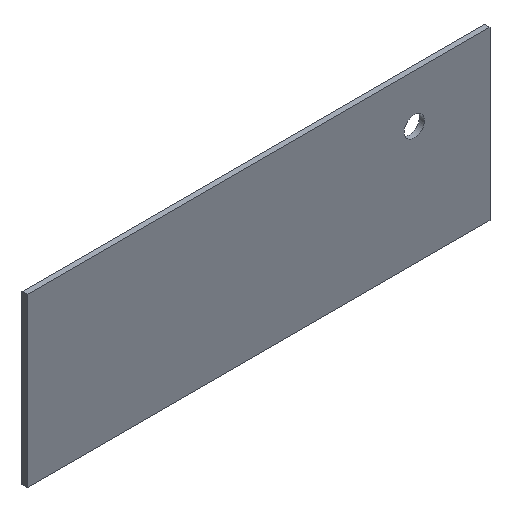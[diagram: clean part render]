
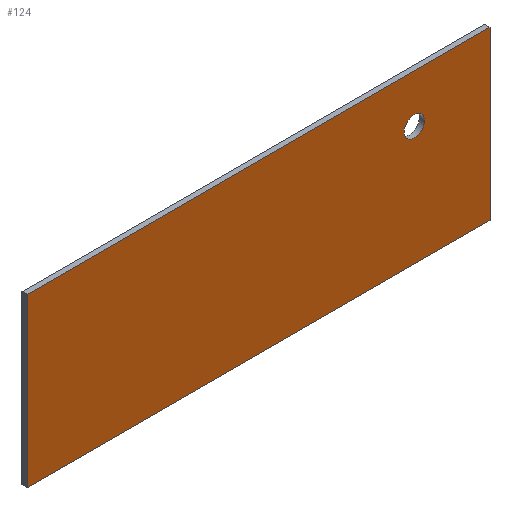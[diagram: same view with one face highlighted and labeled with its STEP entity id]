
A CAD part, isometric view. The second image highlights one B-rep face of the part: STEP entity #124.
In plain terms, the highlighted planar face has unit normal (0, -1, 0).
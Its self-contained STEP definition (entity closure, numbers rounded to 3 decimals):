
#16=FACE_BOUND('',#29,.T.);
#18=CIRCLE('',#146,4.);
#21=FACE_OUTER_BOUND('',#28,.T.);
#28=EDGE_LOOP('',(#91,#92,#93,#94));
#29=EDGE_LOOP('',(#95));
#37=LINE('',#192,#50);
#40=LINE('',#198,#53);
#41=LINE('',#200,#54);
#42=LINE('',#201,#55);
#50=VECTOR('',#158,10.);
#53=VECTOR('',#163,10.);
#54=VECTOR('',#164,10.);
#55=VECTOR('',#165,10.);
#62=VERTEX_POINT('',#188);
#64=VERTEX_POINT('',#191);
#66=VERTEX_POINT('',#197);
#67=VERTEX_POINT('',#199);
#68=VERTEX_POINT('',#202);
#73=EDGE_CURVE('',#64,#62,#37,.T.);
#76=EDGE_CURVE('',#62,#66,#40,.T.);
#77=EDGE_CURVE('',#66,#67,#41,.T.);
#78=EDGE_CURVE('',#67,#64,#42,.T.);
#79=EDGE_CURVE('',#68,#68,#18,.T.);
#91=ORIENTED_EDGE('',*,*,#73,.T.);
#92=ORIENTED_EDGE('',*,*,#76,.T.);
#93=ORIENTED_EDGE('',*,*,#77,.T.);
#94=ORIENTED_EDGE('',*,*,#78,.T.);
#95=ORIENTED_EDGE('',*,*,#79,.T.);
#118=PLANE('',#145);
#124=ADVANCED_FACE('',(#21,#16),#118,.T.);
#145=AXIS2_PLACEMENT_3D('',#196,#161,#162);
#146=AXIS2_PLACEMENT_3D('',#203,#166,#167);
#158=DIRECTION('',(0.,0.,-1.));
#161=DIRECTION('center_axis',(0.,-1.,0.));
#162=DIRECTION('ref_axis',(1.,0.,0.));
#163=DIRECTION('',(1.,0.,0.));
#164=DIRECTION('',(0.,0.,1.));
#165=DIRECTION('',(-1.,0.,0.));
#166=DIRECTION('center_axis',(0.,1.,0.));
#167=DIRECTION('ref_axis',(-1.,0.,0.));
#188=CARTESIAN_POINT('',(-13.,-73.,-57.28));
#191=CARTESIAN_POINT('',(-13.,-73.,9.));
#192=CARTESIAN_POINT('',(-13.,-73.,-6.07));
#196=CARTESIAN_POINT('Origin',(78.73,-73.,-24.14));
#197=CARTESIAN_POINT('',(170.46,-73.,-57.28));
#198=CARTESIAN_POINT('',(31.365,-73.,-57.28));
#199=CARTESIAN_POINT('',(170.46,-73.,9.));
#200=CARTESIAN_POINT('',(170.46,-73.,-42.21));
#201=CARTESIAN_POINT('',(126.095,-73.,9.));
#202=CARTESIAN_POINT('',(144.46,-73.,-10.));
#203=CARTESIAN_POINT('Origin',(140.46,-73.,-10.));
